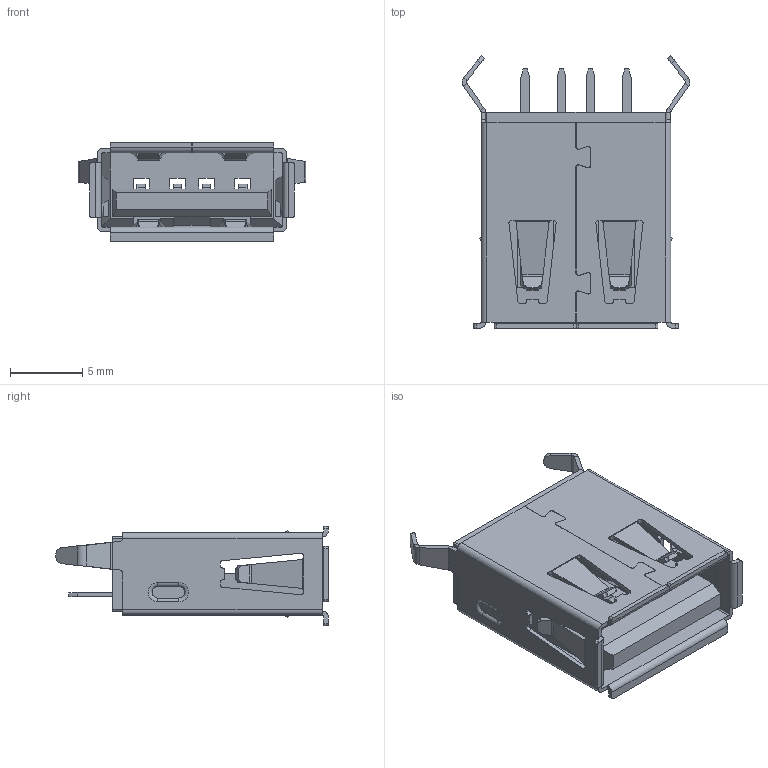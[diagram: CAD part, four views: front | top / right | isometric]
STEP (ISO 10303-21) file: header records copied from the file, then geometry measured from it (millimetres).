
FILE_DESCRIPTION( ( 'Unknown' ), '1' );
FILE_NAME( '614004135023.stp', 'Unknown', ( 'Quentin LAIDEBEUR' ), ( 'WE' ), 'PSStep 15.0.49', 'Sample-box', ' ' );
FILE_SCHEMA( ( 'AUTOMOTIVE_DESIGN { 1 0 10303 214 1 1 1 1 }' ) );
Length unit declared in the file: millimetre
Products named in the file (4): Assem1; Shielding; Insulator; Pin
Assembly tree (6 placements, depth 2):
  Assem1
    Shielding
    Insulator
    Pin  x4
Bounding box: 15.7 x 18.8 x 6.84 mm (x, y, z)
Volume: 511.3 mm3; surface area: 2080.2 mm2
Topology: 6 solids, 6 shells, 636 faces, 1709 edges, 1092 vertices
Faces by surface type: plane 404, cylinder 196, bspline 28, torus 8
Entity records: 21671 total; most frequent: CARTESIAN_POINT 3484, ORIENTED_EDGE 2938, DIRECTION 2769, EDGE_CURVE 1469, LINE 1083, VECTOR 1083, VERTEX_POINT 936, AXIS2_PLACEMENT_3D 843
